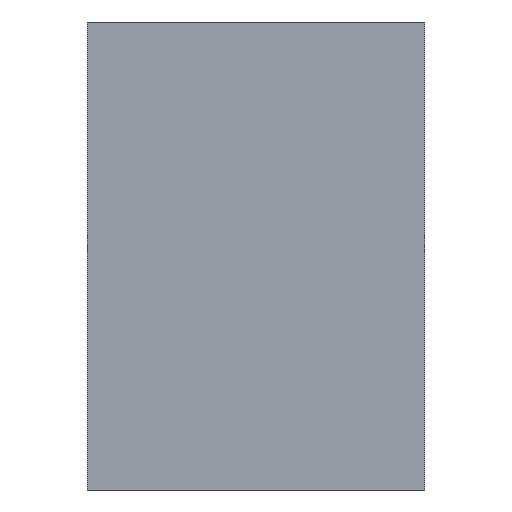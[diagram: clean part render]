
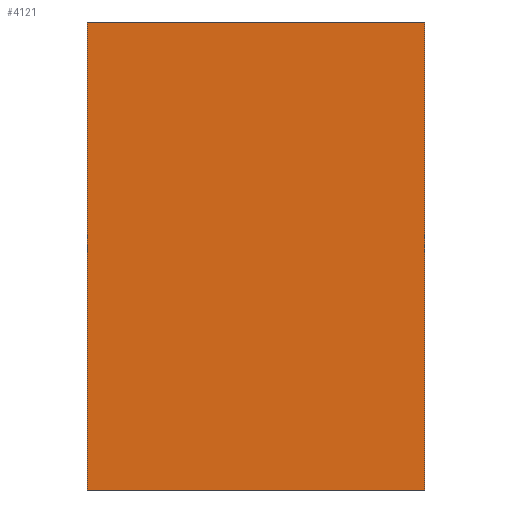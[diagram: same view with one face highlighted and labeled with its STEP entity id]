
A CAD part, left-side view. The second image highlights one B-rep face of the part: STEP entity #4121.
In plain terms, the highlighted planar face has unit normal (-1, 0, 0).
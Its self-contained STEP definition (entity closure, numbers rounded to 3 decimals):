
#2113=CARTESIAN_POINT('POINT129',(6.35,355.6,518.16));
#2114=VERTEX_POINT('VERTEX129',#2113);
#2131=CARTESIAN_POINT('POINT132',(6.35,355.6,27.94));
#2132=VERTEX_POINT('VERTEX132',#2131);
#2139=CARTESIAN_POINT('POS260',(6.35,355.6,27.94));
#2140=DIRECTION('DIR452',(0.,0.,1.));
#2141=VECTOR('VEC68',#2140,25.4);
#2142=LINE('STRAIGHT68',#2139,#2141);
#2143=EDGE_CURVE('EDGE196',#2132,#2114,#2142,.T.);
#4091=CARTESIAN_POINT('POINT237',(6.35,2.54,518.16));
#4092=VERTEX_POINT('VERTEX237',#4091);
#4093=CARTESIAN_POINT('POS470',(6.35,2.54,518.16));
#4094=DIRECTION('DIR811',(0.,1.,0.));
#4095=VECTOR('VEC129',#4094,25.4);
#4096=LINE('STRAIGHT129',#4093,#4095);
#4097=EDGE_CURVE('EDGE353',#4092,#2114,#4096,.T.);
#4098=ORIENTED_EDGE('COEDGE585',*,*,#4097,.T.);
#4099=ORIENTED_EDGE('COEDGE586',*,*,#2143,.F.);
#4100=CARTESIAN_POINT('POINT238',(6.35,2.54,27.94));
#4101=VERTEX_POINT('VERTEX238',#4100);
#4102=CARTESIAN_POINT('POS471',(6.35,2.54,27.94));
#4103=DIRECTION('DIR812',(0.,1.,0.));
#4104=VECTOR('VEC130',#4103,25.4);
#4105=LINE('STRAIGHT130',#4102,#4104);
#4106=EDGE_CURVE('EDGE354',#4101,#2132,#4105,.T.);
#4107=ORIENTED_EDGE('COEDGE587',*,*,#4106,.F.);
#4108=CARTESIAN_POINT('POS472',(6.35,2.54,27.94));
#4109=DIRECTION('DIR813',(0.,0.,1.));
#4110=VECTOR('VEC131',#4109,25.4);
#4111=LINE('STRAIGHT131',#4108,#4110);
#4112=EDGE_CURVE('EDGE355',#4101,#4092,#4111,.T.);
#4113=ORIENTED_EDGE('COEDGE588',*,*,#4112,.T.);
#4114=EDGE_LOOP('NONE',(#4098,#4099,#4107,#4113));
#4115=FACE_BOUND('LOOP1',#4114,.T.);
#4116=CARTESIAN_POINT('POS473',(6.35,2.54,27.94));
#4117=DIRECTION('DIR814',(-1.,0.,0.));
#4118=DIRECTION('DIR815',(0.,1.,0.));
#4119=AXIS2_PLACEMENT_3D('AXIS342',#4116,#4117,#4118);
#4120=PLANE('PLANE6',#4119);
#4121=ADVANCED_FACE('FACE118',(#4115),#4120,.T.);
